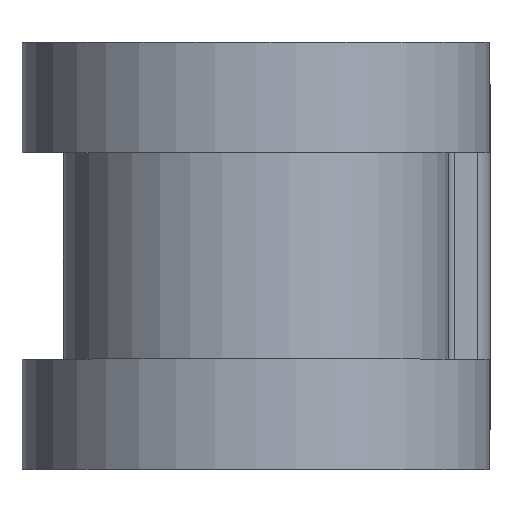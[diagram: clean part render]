
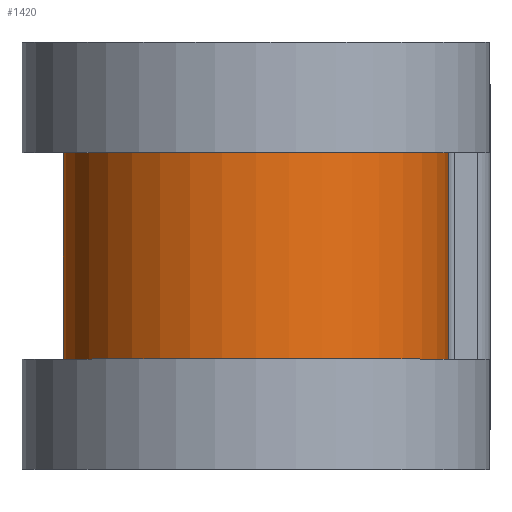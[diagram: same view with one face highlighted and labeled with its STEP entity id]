
A CAD part, top view. The second image highlights one B-rep face of the part: STEP entity #1420.
In plain terms, the highlighted cylindrical face has radius 7.099 mm (diameter 14.199 mm), a partial arc.
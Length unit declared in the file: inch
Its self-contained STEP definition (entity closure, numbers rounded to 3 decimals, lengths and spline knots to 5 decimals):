
#2 = EDGE_CURVE ( 'NONE', #1257, #1102, #780, .T. ) ;
#27 = CARTESIAN_POINT ( 'NONE',  ( 0.2795, 0.25, 0. ) ) ;
#81 = FACE_OUTER_BOUND ( 'NONE', #1468, .T. ) ;
#136 = CARTESIAN_POINT ( 'NONE',  ( 0.2795, -0.15, 0. ) ) ;
#149 = VERTEX_POINT ( 'NONE', #1368 ) ;
#172 = DIRECTION ( 'NONE',  ( 0., -1., 0. ) ) ;
#179 = CARTESIAN_POINT ( 'NONE',  ( 0.2795, 0.15, 0. ) ) ;
#194 = DIRECTION ( 'NONE',  ( 0., -1., 0. ) ) ;
#209 = VECTOR ( 'NONE', #172, 39.37008 ) ;
#272 = CIRCLE ( 'NONE', #915, 0.2795 ) ;
#286 = CARTESIAN_POINT ( 'NONE',  ( 0., 0.15, 0. ) ) ;
#294 = CARTESIAN_POINT ( 'NONE',  ( 0., 0.25, -0.2795 ) ) ;
#370 = DIRECTION ( 'NONE',  ( 0., 0., -1. ) ) ;
#552 = DIRECTION ( 'NONE',  ( 0., 0., -1. ) ) ;
#635 = ORIENTED_EDGE ( 'NONE', *, *, #2, .T. ) ;
#658 = EDGE_CURVE ( 'NONE', #882, #149, #272, .T. ) ;
#685 = DIRECTION ( 'NONE',  ( 0., -1., 0. ) ) ;
#686 = ORIENTED_EDGE ( 'NONE', *, *, #1735, .T. ) ;
#780 = CIRCLE ( 'NONE', #1662, 0.2795 ) ;
#785 = VECTOR ( 'NONE', #685, 39.37008 ) ;
#789 = ORIENTED_EDGE ( 'NONE', *, *, #658, .F. ) ;
#882 = VERTEX_POINT ( 'NONE', #136 ) ;
#911 = LINE ( 'NONE', #27, #209 ) ;
#915 = AXIS2_PLACEMENT_3D ( 'NONE', #979, #194, #1119 ) ;
#919 = AXIS2_PLACEMENT_3D ( 'NONE', #1028, #1161, #370 ) ;
#979 = CARTESIAN_POINT ( 'NONE',  ( 0., -0.15, 0. ) ) ;
#1028 = CARTESIAN_POINT ( 'NONE',  ( 0., 0.25, 0. ) ) ;
#1101 = CYLINDRICAL_SURFACE ( 'NONE', #919, 0.2795 ) ;
#1102 = VERTEX_POINT ( 'NONE', #1388 ) ;
#1119 = DIRECTION ( 'NONE',  ( 0., 0., -1. ) ) ;
#1161 = DIRECTION ( 'NONE',  ( 0., -1., 0. ) ) ;
#1188 = ORIENTED_EDGE ( 'NONE', *, *, #1203, .F. ) ;
#1203 = EDGE_CURVE ( 'NONE', #1257, #882, #911, .T. ) ;
#1257 = VERTEX_POINT ( 'NONE', #179 ) ;
#1368 = CARTESIAN_POINT ( 'NONE',  ( 0., -0.15, -0.2795 ) ) ;
#1388 = CARTESIAN_POINT ( 'NONE',  ( 0., 0.15, -0.2795 ) ) ;
#1420 = ADVANCED_FACE ( 'NONE', ( #81 ), #1101, .T. ) ;
#1468 = EDGE_LOOP ( 'NONE', ( #1188, #635, #686, #789 ) ) ;
#1486 = DIRECTION ( 'NONE',  ( 0., -1., 0. ) ) ;
#1509 = LINE ( 'NONE', #294, #785 ) ;
#1662 = AXIS2_PLACEMENT_3D ( 'NONE', #286, #1486, #552 ) ;
#1735 = EDGE_CURVE ( 'NONE', #1102, #149, #1509, .T. ) ;
